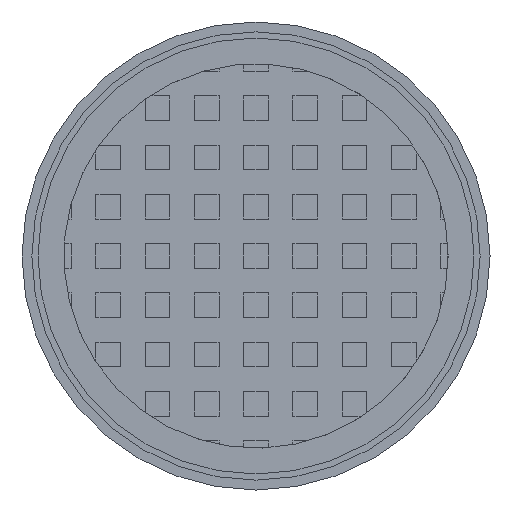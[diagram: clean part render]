
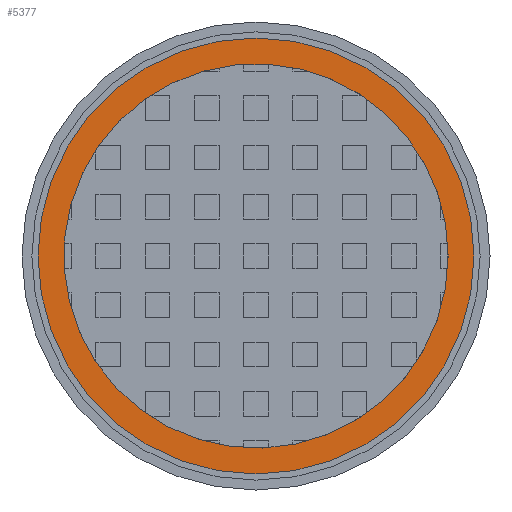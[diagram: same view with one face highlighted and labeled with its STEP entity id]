
A CAD part, left-side view. The second image highlights one B-rep face of the part: STEP entity #5377.
In plain terms, the highlighted planar face has unit normal (-1, 0, 0).
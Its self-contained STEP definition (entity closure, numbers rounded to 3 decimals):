
#2607=ORIENTED_EDGE('',*,*,#3587,.T.);
#2608=ORIENTED_EDGE('',*,*,#3562,.F.);
#3562=EDGE_CURVE('',#4084,#4084,#4126,.T.);
#3587=EDGE_CURVE('',#4085,#4085,#4151,.T.);
#4084=VERTEX_POINT('',#8659);
#4085=VERTEX_POINT('',#8686);
#4126=CIRCLE('',#5726,8.85);
#4151=CIRCLE('',#5752,7.8);
#4440=EDGE_LOOP('',(#2607));
#4441=EDGE_LOOP('',(#2608));
#4792=FACE_BOUND('',#4440,.T.);
#4793=FACE_BOUND('',#4441,.T.);
#5080=PLANE('',#5753);
#5377=ADVANCED_FACE('',(#4792,#4793),#5080,.F.);
#5726=AXIS2_PLACEMENT_3D('',#8658,#7036,#7037);
#5752=AXIS2_PLACEMENT_3D('',#8685,#7088,#7089);
#5753=AXIS2_PLACEMENT_3D('',#8687,#7090,#7091);
#7036=DIRECTION('',(1.,0.,0.));
#7037=DIRECTION('',(0.,-1.,0.));
#7088=DIRECTION('',(1.,0.,0.));
#7089=DIRECTION('',(0.,-1.,0.));
#7090=DIRECTION('',(1.,0.,0.));
#7091=DIRECTION('',(0.,0.,1.));
#8658=CARTESIAN_POINT('',(1.,0.,0.));
#8659=CARTESIAN_POINT('',(1.,-8.85,0.));
#8685=CARTESIAN_POINT('',(1.,0.,0.));
#8686=CARTESIAN_POINT('',(1.,-7.8,0.));
#8687=CARTESIAN_POINT('',(1.,0.,0.));
